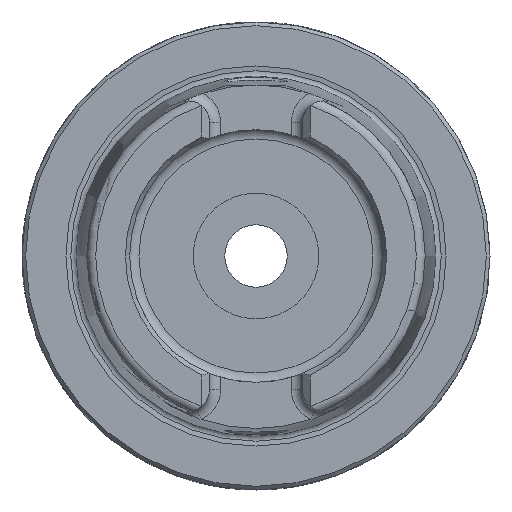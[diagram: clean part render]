
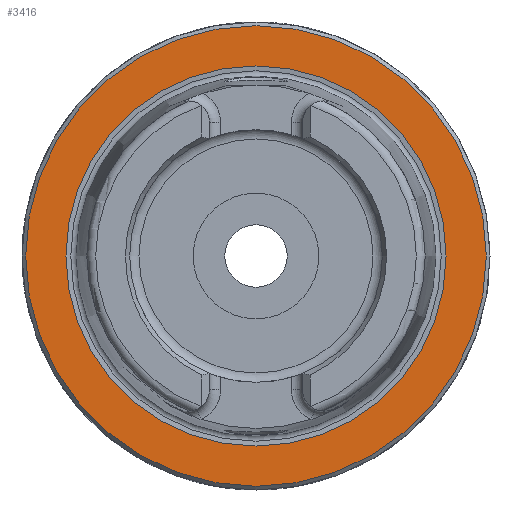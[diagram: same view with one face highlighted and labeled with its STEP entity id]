
A CAD part, left-side view. The second image highlights one B-rep face of the part: STEP entity #3416.
In plain terms, the highlighted planar face has unit normal (-1, 0, 0).
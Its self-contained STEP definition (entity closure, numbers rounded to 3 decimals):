
#246=FACE_BOUND('',#665,.T.);
#296=PLANE('',#3824);
#449=FACE_OUTER_BOUND('',#664,.T.);
#664=EDGE_LOOP('',(#2820));
#665=EDGE_LOOP('',(#2821));
#1285=CIRCLE('',#3823,25.588);
#1286=CIRCLE('',#3825,31.);
#1549=VERTEX_POINT('',#6415);
#1550=VERTEX_POINT('',#6419);
#1991=EDGE_CURVE('',#1549,#1549,#1285,.T.);
#1992=EDGE_CURVE('',#1550,#1550,#1286,.T.);
#2820=ORIENTED_EDGE('',*,*,#1992,.F.);
#2821=ORIENTED_EDGE('',*,*,#1991,.T.);
#3416=ADVANCED_FACE('',(#449,#246),#296,.T.);
#3823=AXIS2_PLACEMENT_3D('',#6417,#4572,#4573);
#3824=AXIS2_PLACEMENT_3D('',#6418,#4574,#4575);
#3825=AXIS2_PLACEMENT_3D('',#6420,#4576,#4577);
#4572=DIRECTION('center_axis',(1.,0.,0.));
#4573=DIRECTION('ref_axis',(0.,0.,-1.));
#4574=DIRECTION('center_axis',(-1.,0.,0.));
#4575=DIRECTION('ref_axis',(0.,0.,1.));
#4576=DIRECTION('center_axis',(1.,0.,0.));
#4577=DIRECTION('ref_axis',(0.,0.,-1.));
#6415=CARTESIAN_POINT('',(0.,-25.588,0.));
#6417=CARTESIAN_POINT('Origin',(0.,0.,0.));
#6418=CARTESIAN_POINT('Origin',(0.,31.,0.));
#6419=CARTESIAN_POINT('',(0.,-31.,0.));
#6420=CARTESIAN_POINT('Origin',(0.,0.,0.));
